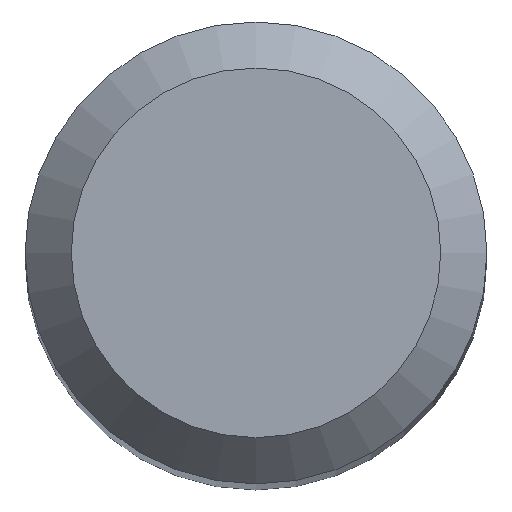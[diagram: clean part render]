
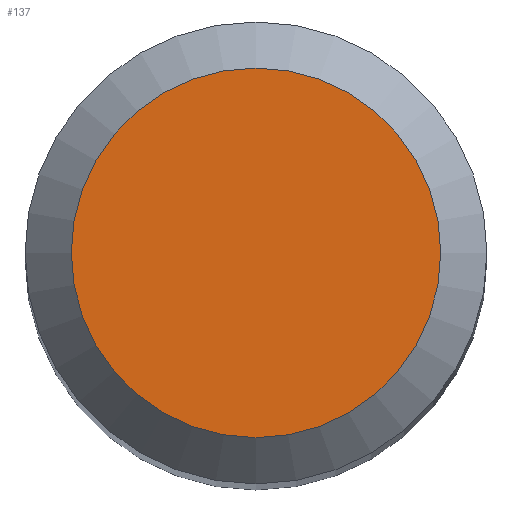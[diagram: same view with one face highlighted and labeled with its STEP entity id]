
A CAD part, top view. The second image highlights one B-rep face of the part: STEP entity #137.
In plain terms, the highlighted planar face has unit normal (0, 0, 1).
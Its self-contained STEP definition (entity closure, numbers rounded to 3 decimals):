
#9 = DIRECTION ( 'NONE',  ( 0., 0., -1. ) ) ;
#48 = DIRECTION ( 'NONE',  ( 0., 1., 0. ) ) ;
#52 = VERTEX_POINT ( 'NONE', #150 ) ;
#54 = DIRECTION ( 'NONE',  ( 0., 0., -1. ) ) ;
#68 = EDGE_CURVE ( 'NONE', #52, #52, #115, .T. ) ;
#74 = PLANE ( 'NONE',  #119 ) ;
#86 = DIRECTION ( 'NONE',  ( 0., 1., 0. ) ) ;
#95 = ORIENTED_EDGE ( 'NONE', *, *, #68, .F. ) ;
#102 = CARTESIAN_POINT ( 'NONE',  ( 0., 0., 35. ) ) ;
#115 = CIRCLE ( 'NONE', #196, 1.6 ) ;
#119 = AXIS2_PLACEMENT_3D ( 'NONE', #165, #54, #48 ) ;
#137 = ADVANCED_FACE ( 'NONE', ( #169 ), #74, .F. ) ;
#150 = CARTESIAN_POINT ( 'NONE',  ( 0., 1.6, 35. ) ) ;
#165 = CARTESIAN_POINT ( 'NONE',  ( 0., 0., 35. ) ) ;
#169 = FACE_OUTER_BOUND ( 'NONE', #210, .T. ) ;
#196 = AXIS2_PLACEMENT_3D ( 'NONE', #102, #9, #86 ) ;
#210 = EDGE_LOOP ( 'NONE', ( #95 ) ) ;
